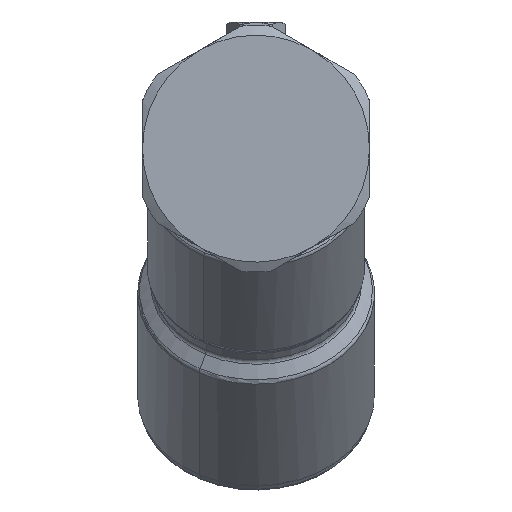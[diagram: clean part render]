
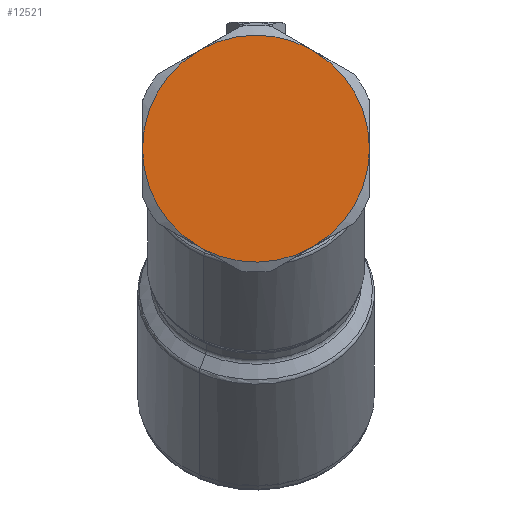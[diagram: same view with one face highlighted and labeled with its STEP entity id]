
A CAD part, front view. The second image highlights one B-rep face of the part: STEP entity #12521.
In plain terms, the highlighted planar face has unit normal (0, -1, 0).
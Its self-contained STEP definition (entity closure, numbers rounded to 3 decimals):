
#10296=CARTESIAN_POINT('Vertex',(-17.25,0.,29.878)) ;
#10429=CARTESIAN_POINT('Vertex',(-34.5,0.,0.)) ;
#10868=CARTESIAN_POINT('Vertex',(17.25,0.,-29.878)) ;
#11002=CARTESIAN_POINT('Vertex',(34.5,0.,0.)) ;
#11084=CARTESIAN_POINT('Vertex',(17.25,0.,29.878)) ;
#11231=CARTESIAN_POINT('Axis2P3D Location',(0.,0.,0.)) ;
#11258=CARTESIAN_POINT('Axis2P3D Location',(0.,0.,0.)) ;
#11262=CARTESIAN_POINT('Vertex',(16.54,0.,30.277)) ;
#11341=CARTESIAN_POINT('Vertex',(-17.25,0.,-29.878)) ;
#11346=CARTESIAN_POINT('Axis2P3D Location',(0.,0.,0.)) ;
#12323=CARTESIAN_POINT('Axis2P3D Location',(0.,0.,0.)) ;
#12350=CARTESIAN_POINT('Axis2P3D Location',(0.,0.,0.)) ;
#12354=CARTESIAN_POINT('Vertex',(-16.54,0.,-30.277)) ;
#12440=CARTESIAN_POINT('Axis2P3D Location',(0.,0.,0.)) ;
#12466=CARTESIAN_POINT('Axis2P3D Location',(0.,0.,0.)) ;
#12501=CARTESIAN_POINT('Axis2P3D Location',(0.,0.,0.)) ;
#12506=CARTESIAN_POINT('Axis2P3D Location',(0.,0.,0.)) ;
#11232=DIRECTION('Axis2P3D Direction',(0.,1.,0.)) ;
#11259=DIRECTION('Axis2P3D Direction',(0.,1.,0.)) ;
#11347=DIRECTION('Axis2P3D Direction',(0.,1.,0.)) ;
#12324=DIRECTION('Axis2P3D Direction',(0.,1.,0.)) ;
#12351=DIRECTION('Axis2P3D Direction',(0.,1.,0.)) ;
#12441=DIRECTION('Axis2P3D Direction',(0.,1.,0.)) ;
#12467=DIRECTION('Axis2P3D Direction',(0.,1.,0.)) ;
#12502=DIRECTION('Axis2P3D Direction',(-0.,1.,0.)) ;
#12503=DIRECTION('Axis2P3D XDirection',(1.,0.,0.)) ;
#12507=DIRECTION('Axis2P3D Direction',(-0.,1.,0.)) ;
#11233=AXIS2_PLACEMENT_3D('Circle Axis2P3D',#11231,#11232,$) ;
#11260=AXIS2_PLACEMENT_3D('Circle Axis2P3D',#11258,#11259,$) ;
#11348=AXIS2_PLACEMENT_3D('Circle Axis2P3D',#11346,#11347,$) ;
#12325=AXIS2_PLACEMENT_3D('Circle Axis2P3D',#12323,#12324,$) ;
#12352=AXIS2_PLACEMENT_3D('Circle Axis2P3D',#12350,#12351,$) ;
#12442=AXIS2_PLACEMENT_3D('Circle Axis2P3D',#12440,#12441,$) ;
#12468=AXIS2_PLACEMENT_3D('Circle Axis2P3D',#12466,#12467,$) ;
#12504=AXIS2_PLACEMENT_3D('Plane Axis2P3D',#12501,#12502,#12503) ;
#12508=AXIS2_PLACEMENT_3D('Circle Axis2P3D',#12506,#12507,$) ;
#12512=ORIENTED_EDGE('',*,*,#12327,.F.) ;
#12513=ORIENTED_EDGE('',*,*,#12444,.F.) ;
#12514=ORIENTED_EDGE('',*,*,#12470,.F.) ;
#12515=ORIENTED_EDGE('',*,*,#11264,.F.) ;
#12516=ORIENTED_EDGE('',*,*,#11235,.F.) ;
#12517=ORIENTED_EDGE('',*,*,#11350,.F.) ;
#12518=ORIENTED_EDGE('',*,*,#12510,.F.) ;
#12519=ORIENTED_EDGE('',*,*,#12356,.F.) ;
#12521=ADVANCED_FACE('PartBody',(#12520),#12505,.F.) ;
#11234=CIRCLE('generated circle',#11233,34.5) ;
#11261=CIRCLE('generated circle',#11260,34.5) ;
#11349=CIRCLE('generated circle',#11348,34.5) ;
#12326=CIRCLE('generated circle',#12325,34.5) ;
#12353=CIRCLE('generated circle',#12352,34.5) ;
#12443=CIRCLE('generated circle',#12442,34.5) ;
#12469=CIRCLE('generated circle',#12468,34.5) ;
#12509=CIRCLE('generated circle',#12508,34.5) ;
#11235=EDGE_CURVE('',#10430,#10297,#11234,.T.) ;
#11264=EDGE_CURVE('',#10297,#11263,#11261,.T.) ;
#11350=EDGE_CURVE('',#11342,#10430,#11349,.T.) ;
#12327=EDGE_CURVE('',#11003,#10869,#12326,.T.) ;
#12356=EDGE_CURVE('',#10869,#12355,#12353,.T.) ;
#12444=EDGE_CURVE('',#11085,#11003,#12443,.T.) ;
#12470=EDGE_CURVE('',#11263,#11085,#12469,.T.) ;
#12510=EDGE_CURVE('',#12355,#11342,#12509,.T.) ;
#12511=EDGE_LOOP('',(#12512,#12513,#12514,#12515,#12516,#12517,#12518,#12519)) ;
#12520=FACE_OUTER_BOUND('',#12511,.T.) ;
#12505=PLANE('',#12504) ;
#10297=VERTEX_POINT('',#10296) ;
#10430=VERTEX_POINT('',#10429) ;
#10869=VERTEX_POINT('',#10868) ;
#11003=VERTEX_POINT('',#11002) ;
#11085=VERTEX_POINT('',#11084) ;
#11263=VERTEX_POINT('',#11262) ;
#11342=VERTEX_POINT('',#11341) ;
#12355=VERTEX_POINT('',#12354) ;
